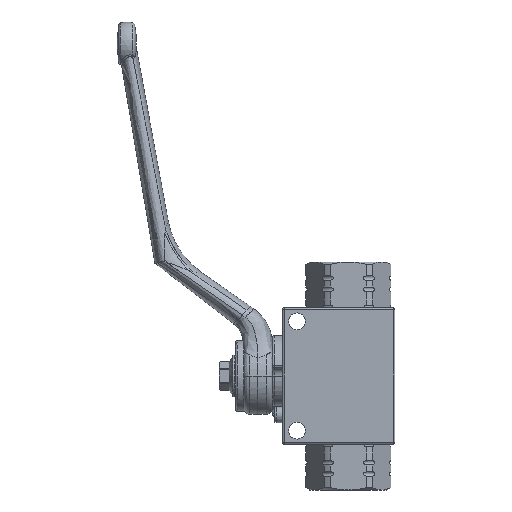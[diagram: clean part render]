
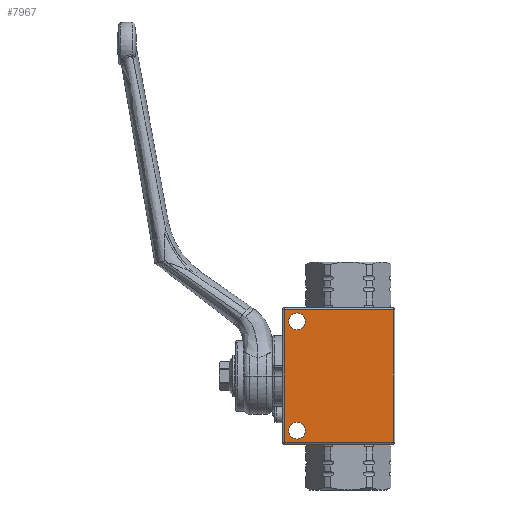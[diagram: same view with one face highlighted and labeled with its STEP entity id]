
A CAD part, left-side view. The second image highlights one B-rep face of the part: STEP entity #7967.
In plain terms, the highlighted planar face has unit normal (-1, 0, 0).
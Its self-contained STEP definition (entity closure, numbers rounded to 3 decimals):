
#474=FACE_BOUND('',#1495,.T.);
#475=FACE_BOUND('',#1496,.T.);
#570=PLANE('',#8710);
#1052=FACE_OUTER_BOUND('',#1494,.T.);
#1494=EDGE_LOOP('',(#6558,#6559,#6560,#6561));
#1495=EDGE_LOOP('',(#6562,#6563));
#1496=EDGE_LOOP('',(#6564,#6565));
#1887=LINE('',#33460,#2279);
#1893=LINE('',#33497,#2285);
#1905=LINE('',#33529,#2297);
#1907=LINE('',#33532,#2299);
#2279=VECTOR('',#10384,10.);
#2285=VECTOR('',#10428,10.);
#2297=VECTOR('',#10468,10.);
#2299=VECTOR('',#10472,10.);
#2705=CIRCLE('',#8655,2.625);
#2706=CIRCLE('',#8656,2.625);
#2708=CIRCLE('',#8659,2.625);
#2709=CIRCLE('',#8660,2.625);
#3408=VERTEX_POINT('',#33429);
#3409=VERTEX_POINT('',#33430);
#3411=VERTEX_POINT('',#33437);
#3412=VERTEX_POINT('',#33438);
#3414=VERTEX_POINT('',#33445);
#3419=VERTEX_POINT('',#33455);
#3425=VERTEX_POINT('',#33472);
#3429=VERTEX_POINT('',#33489);
#4467=EDGE_CURVE('',#3408,#3409,#2705,.T.);
#4468=EDGE_CURVE('',#3409,#3408,#2706,.T.);
#4471=EDGE_CURVE('',#3411,#3412,#2708,.T.);
#4472=EDGE_CURVE('',#3412,#3411,#2709,.T.);
#4482=EDGE_CURVE('',#3414,#3419,#1887,.T.);
#4500=EDGE_CURVE('',#3429,#3425,#1893,.T.);
#4518=EDGE_CURVE('',#3419,#3429,#1905,.T.);
#4520=EDGE_CURVE('',#3425,#3414,#1907,.T.);
#6558=ORIENTED_EDGE('',*,*,#4500,.F.);
#6559=ORIENTED_EDGE('',*,*,#4518,.F.);
#6560=ORIENTED_EDGE('',*,*,#4482,.F.);
#6561=ORIENTED_EDGE('',*,*,#4520,.F.);
#6562=ORIENTED_EDGE('',*,*,#4467,.T.);
#6563=ORIENTED_EDGE('',*,*,#4468,.T.);
#6564=ORIENTED_EDGE('',*,*,#4471,.T.);
#6565=ORIENTED_EDGE('',*,*,#4472,.T.);
#7967=ADVANCED_FACE('',(#1052,#474,#475),#570,.T.);
#8655=AXIS2_PLACEMENT_3D('',#33431,#10349,#10350);
#8656=AXIS2_PLACEMENT_3D('',#33432,#10351,#10352);
#8659=AXIS2_PLACEMENT_3D('',#33439,#10358,#10359);
#8660=AXIS2_PLACEMENT_3D('',#33440,#10360,#10361);
#8710=AXIS2_PLACEMENT_3D('',#33542,#10485,#10486);
#10349=DIRECTION('center_axis',(1.,0.,0.));
#10350=DIRECTION('ref_axis',(0.,0.,1.));
#10351=DIRECTION('center_axis',(1.,0.,0.));
#10352=DIRECTION('ref_axis',(0.,0.,1.));
#10358=DIRECTION('center_axis',(1.,0.,0.));
#10359=DIRECTION('ref_axis',(0.,0.,1.));
#10360=DIRECTION('center_axis',(1.,0.,0.));
#10361=DIRECTION('ref_axis',(0.,0.,1.));
#10384=DIRECTION('',(0.,0.,-1.));
#10428=DIRECTION('',(0.,0.,1.));
#10468=DIRECTION('',(0.,1.,0.));
#10472=DIRECTION('',(0.,-1.,0.));
#10485=DIRECTION('center_axis',(-1.,0.,0.));
#10486=DIRECTION('ref_axis',(0.,-1.,0.));
#33429=CARTESIAN_POINT('',(-17.566,13.773,-14.375));
#33430=CARTESIAN_POINT('',(-17.566,13.773,-19.625));
#33431=CARTESIAN_POINT('Origin',(-17.566,13.773,-17.));
#33432=CARTESIAN_POINT('Origin',(-17.566,13.773,-17.));
#33437=CARTESIAN_POINT('',(-17.566,13.773,19.625));
#33438=CARTESIAN_POINT('',(-17.566,13.773,14.375));
#33439=CARTESIAN_POINT('Origin',(-17.566,13.773,17.));
#33440=CARTESIAN_POINT('Origin',(-17.566,13.773,17.));
#33445=CARTESIAN_POINT('',(-17.566,-16.227,20.7));
#33455=CARTESIAN_POINT('',(-17.566,-16.227,-20.7));
#33460=CARTESIAN_POINT('',(-17.566,-16.227,0.));
#33472=CARTESIAN_POINT('',(-17.566,17.773,20.7));
#33489=CARTESIAN_POINT('',(-17.566,17.773,-20.7));
#33497=CARTESIAN_POINT('',(-17.566,17.773,0.));
#33529=CARTESIAN_POINT('',(-17.566,9.523,-20.7));
#33532=CARTESIAN_POINT('',(-17.566,9.523,20.7));
#33542=CARTESIAN_POINT('Origin',(-17.566,18.273,0.));
